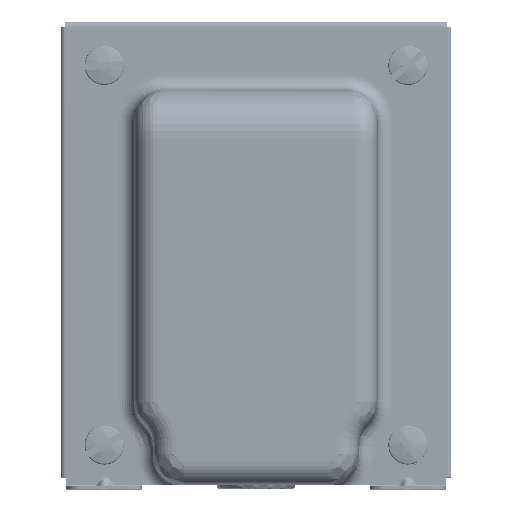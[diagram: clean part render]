
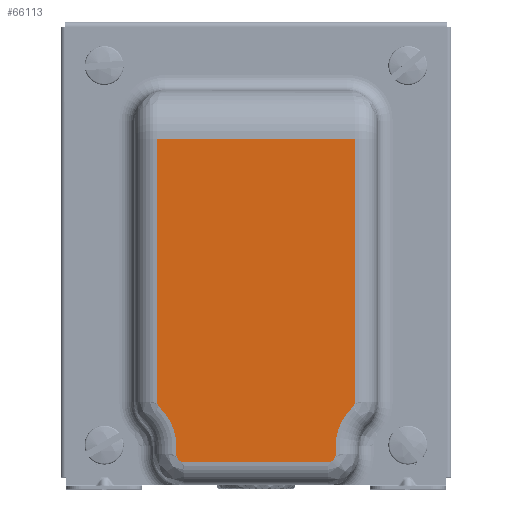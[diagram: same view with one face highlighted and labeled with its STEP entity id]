
A CAD part, top view. The second image highlights one B-rep face of the part: STEP entity #66113.
In plain terms, the highlighted planar face has unit normal (0, 0, 1).
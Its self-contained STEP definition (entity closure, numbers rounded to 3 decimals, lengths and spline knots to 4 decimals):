
#1561=PLANE('',#70541);
#5632=FACE_OUTER_BOUND('',#9461,.T.);
#9461=EDGE_LOOP('',(#48965,#48966,#48967,#48968,#48969,#48970,#48971,#48972,
#48973,#48974,#48975,#48976));
#13472=CIRCLE('',#70514,0.0625);
#13474=CIRCLE('',#70517,0.4375);
#13477=CIRCLE('',#70521,0.0625);
#13480=CIRCLE('',#70525,0.0625);
#13484=CIRCLE('',#70531,0.4375);
#13487=CIRCLE('',#70534,0.0625);
#16172=LINE('',#145598,#22469);
#16173=LINE('',#145618,#22470);
#16174=LINE('',#145634,#22471);
#16175=LINE('',#145650,#22472);
#16177=LINE('',#145676,#22474);
#16178=LINE('',#145781,#22475);
#22469=VECTOR('',#78494,0.3937);
#22470=VECTOR('',#78509,0.3937);
#22471=VECTOR('',#78518,0.3937);
#22472=VECTOR('',#78527,0.3937);
#22474=VECTOR('',#78547,0.3937);
#22475=VECTOR('',#78558,0.3937);
#29531=VERTEX_POINT('',#145592);
#29532=VERTEX_POINT('',#145596);
#29533=VERTEX_POINT('',#145608);
#29534=VERTEX_POINT('',#145612);
#29535=VERTEX_POINT('',#145616);
#29536=VERTEX_POINT('',#145628);
#29537=VERTEX_POINT('',#145632);
#29538=VERTEX_POINT('',#145644);
#29539=VERTEX_POINT('',#145648);
#29540=VERTEX_POINT('',#145652);
#29542=VERTEX_POINT('',#145666);
#29544=VERTEX_POINT('',#145672);
#36798=EDGE_CURVE('',#29531,#29532,#16172,.T.);
#36800=EDGE_CURVE('',#29532,#29533,#13472,.T.);
#36802=EDGE_CURVE('',#29533,#29534,#13474,.T.);
#36804=EDGE_CURVE('',#29534,#29535,#16173,.T.);
#36806=EDGE_CURVE('',#29535,#29536,#13477,.T.);
#36808=EDGE_CURVE('',#29536,#29537,#16174,.T.);
#36810=EDGE_CURVE('',#29537,#29538,#13480,.T.);
#36812=EDGE_CURVE('',#29538,#29539,#16175,.T.);
#36815=EDGE_CURVE('',#29539,#29540,#13484,.T.);
#36818=EDGE_CURVE('',#29540,#29542,#13487,.T.);
#36821=EDGE_CURVE('',#29542,#29544,#16177,.T.);
#36827=EDGE_CURVE('',#29544,#29531,#16178,.T.);
#48965=ORIENTED_EDGE('',*,*,#36821,.F.);
#48966=ORIENTED_EDGE('',*,*,#36818,.F.);
#48967=ORIENTED_EDGE('',*,*,#36815,.F.);
#48968=ORIENTED_EDGE('',*,*,#36812,.F.);
#48969=ORIENTED_EDGE('',*,*,#36810,.F.);
#48970=ORIENTED_EDGE('',*,*,#36808,.F.);
#48971=ORIENTED_EDGE('',*,*,#36806,.F.);
#48972=ORIENTED_EDGE('',*,*,#36804,.F.);
#48973=ORIENTED_EDGE('',*,*,#36802,.F.);
#48974=ORIENTED_EDGE('',*,*,#36800,.F.);
#48975=ORIENTED_EDGE('',*,*,#36798,.F.);
#48976=ORIENTED_EDGE('',*,*,#36827,.F.);
#66113=ADVANCED_FACE('',(#5632),#1561,.T.);
#70514=AXIS2_PLACEMENT_3D('',#145610,#78497,#78498);
#70517=AXIS2_PLACEMENT_3D('',#145614,#78503,#78504);
#70521=AXIS2_PLACEMENT_3D('',#145630,#78512,#78513);
#70525=AXIS2_PLACEMENT_3D('',#145646,#78521,#78522);
#70531=AXIS2_PLACEMENT_3D('',#145656,#78534,#78535);
#70534=AXIS2_PLACEMENT_3D('',#145670,#78540,#78541);
#70541=AXIS2_PLACEMENT_3D('',#145780,#78556,#78557);
#78494=DIRECTION('',(0.,-1.,0.));
#78497=DIRECTION('center_axis',(0.,0.,
-1.));
#78498=DIRECTION('ref_axis',(0.919,-0.395,0.));
#78503=DIRECTION('center_axis',(0.,0.,
1.));
#78504=DIRECTION('ref_axis',(-0.919,0.395,0.));
#78509=DIRECTION('',(0.,-1.,0.));
#78512=DIRECTION('center_axis',(0.,0.,
-1.));
#78513=DIRECTION('ref_axis',(0.707,-0.707,0.));
#78518=DIRECTION('',(-1.,0.,0.));
#78521=DIRECTION('center_axis',(0.,0.,
-1.));
#78522=DIRECTION('ref_axis',(-0.707,-0.707,0.));
#78527=DIRECTION('',(0.,1.,0.));
#78534=DIRECTION('center_axis',(0.,0.,
1.));
#78535=DIRECTION('ref_axis',(0.919,0.395,0.));
#78540=DIRECTION('center_axis',(0.,0.,
-1.));
#78541=DIRECTION('ref_axis',(-0.919,-0.395,0.));
#78547=DIRECTION('',(0.,1.,0.));
#78556=DIRECTION('center_axis',(0.,0.,
1.));
#78557=DIRECTION('ref_axis',(1.,0.,0.));
#78558=DIRECTION('',(1.,0.,0.));
#145592=CARTESIAN_POINT('',(0.8095,4.6184,-1.3125));
#145596=CARTESIAN_POINT('',(0.8095,2.4497,-1.3125));
#145598=CARTESIAN_POINT('',(0.8095,2.8559,-1.3125));
#145608=CARTESIAN_POINT('',(0.79,2.4044,-1.3125));
#145610=CARTESIAN_POINT('Origin',(0.747,2.4497,-1.3125));
#145612=CARTESIAN_POINT('',(0.6533,2.0867,-1.3125));
#145614=CARTESIAN_POINT('Origin',(1.0908,2.0867,-1.3125));
#145616=CARTESIAN_POINT('',(0.6533,2.0184,-1.3125));
#145618=CARTESIAN_POINT('',(0.6533,2.5809,-1.3125));
#145628=CARTESIAN_POINT('',(0.5908,1.9559,-1.3125));
#145630=CARTESIAN_POINT('Origin',(0.5908,2.0184,-1.3125));
#145632=CARTESIAN_POINT('',(-0.5967,1.9559,-1.3125));
#145634=CARTESIAN_POINT('',(-0.4249,1.9559,-1.3125));
#145644=CARTESIAN_POINT('',(-0.6592,2.0184,-1.3125));
#145646=CARTESIAN_POINT('Origin',(-0.5967,2.0184,-1.3125));
#145648=CARTESIAN_POINT('',(-0.6592,2.0867,-1.3125));
#145650=CARTESIAN_POINT('',(-0.6592,2.8559,-1.3125));
#145652=CARTESIAN_POINT('',(-0.7959,2.4044,-1.3125));
#145656=CARTESIAN_POINT('Origin',(-1.0967,2.0867,-1.3125));
#145666=CARTESIAN_POINT('',(-0.8155,2.4497,-1.3125));
#145670=CARTESIAN_POINT('Origin',(-0.753,2.4497,-1.3125));
#145672=CARTESIAN_POINT('',(-0.8155,4.6184,-1.3125));
#145676=CARTESIAN_POINT('',(-0.8155,4.2059,-1.3125));
#145780=CARTESIAN_POINT('Origin',(-0.003,3.3934,
-1.3125));
#145781=CARTESIAN_POINT('',(0.497,4.6184,-1.3125));
